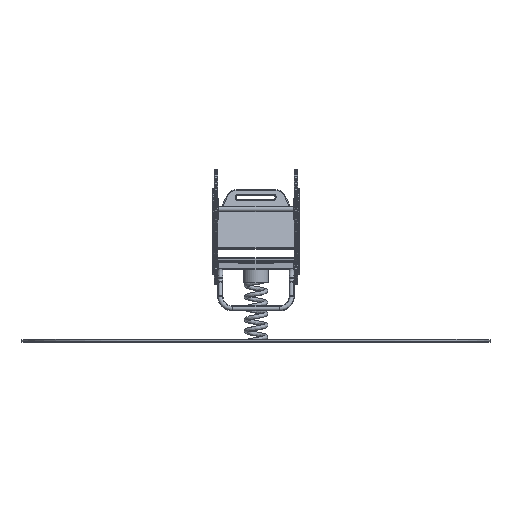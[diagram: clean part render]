
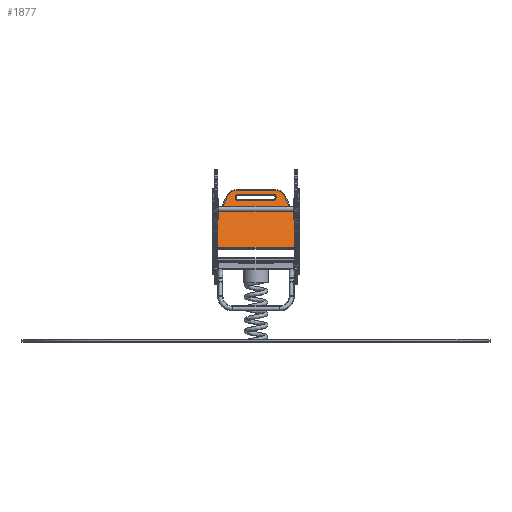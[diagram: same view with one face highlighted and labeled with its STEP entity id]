
A CAD part, top view. The second image highlights one B-rep face of the part: STEP entity #1877.
In plain terms, the highlighted face is planar.
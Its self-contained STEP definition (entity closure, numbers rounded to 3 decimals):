
#1877=ADVANCED_FACE('',(#3427,#3429),#3431,.T.);
#3427=FACE_BOUND('',#3428,.T.);
#3428=EDGE_LOOP('',(#17931,#17932,#17933,#17934,#17935,#17936,#17937,#17938,#17939,
#17940,#17941,#17942));
#3429=FACE_BOUND('',#3430,.T.);
#3430=EDGE_LOOP('',(#17943,#17944,#17945,#17946,#17947,#17948,#17949,#17950));
#3431=PLANE('',#3432);
#3432=AXIS2_PLACEMENT_3D('',#3433,#3434,#3435);
#3433=CARTESIAN_POINT('',(0.,0.,0.));
#3434=DIRECTION('',(0.,0.,1.));
#3435=DIRECTION('',(1.,0.,0.));
#17931=ORIENTED_EDGE('',*,*,#19105,.T.);
#17932=ORIENTED_EDGE('',*,*,#19106,.T.);
#17933=ORIENTED_EDGE('',*,*,#19107,.T.);
#17934=ORIENTED_EDGE('',*,*,#19108,.T.);
#17935=ORIENTED_EDGE('',*,*,#19109,.T.);
#17936=ORIENTED_EDGE('',*,*,#19110,.T.);
#17937=ORIENTED_EDGE('',*,*,#19111,.T.);
#17938=ORIENTED_EDGE('',*,*,#19112,.T.);
#17939=ORIENTED_EDGE('',*,*,#19113,.T.);
#17940=ORIENTED_EDGE('',*,*,#19114,.T.);
#17941=ORIENTED_EDGE('',*,*,#19115,.T.);
#17942=ORIENTED_EDGE('',*,*,#19116,.T.);
#17943=ORIENTED_EDGE('',*,*,#19117,.T.);
#17944=ORIENTED_EDGE('',*,*,#19118,.T.);
#17945=ORIENTED_EDGE('',*,*,#19119,.T.);
#17946=ORIENTED_EDGE('',*,*,#19120,.T.);
#17947=ORIENTED_EDGE('',*,*,#19121,.T.);
#17948=ORIENTED_EDGE('',*,*,#19122,.T.);
#17949=ORIENTED_EDGE('',*,*,#19123,.T.);
#17950=ORIENTED_EDGE('',*,*,#19124,.T.);
#19105=EDGE_CURVE('',#19714,#19715,#19716,.T.);
#19106=EDGE_CURVE('',#19715,#19717,#19718,.T.);
#19107=EDGE_CURVE('',#19717,#19719,#19720,.T.);
#19108=EDGE_CURVE('',#19719,#19721,#19722,.T.);
#19109=EDGE_CURVE('',#19721,#19723,#19724,.T.);
#19110=EDGE_CURVE('',#19723,#19725,#19726,.T.);
#19111=EDGE_CURVE('',#19725,#19727,#19728,.T.);
#19112=EDGE_CURVE('',#19727,#19729,#19730,.T.);
#19113=EDGE_CURVE('',#19729,#19731,#19732,.T.);
#19114=EDGE_CURVE('',#19731,#19733,#19734,.T.);
#19115=EDGE_CURVE('',#19733,#19735,#19736,.T.);
#19116=EDGE_CURVE('',#19735,#19714,#19737,.T.);
#19117=EDGE_CURVE('',#19738,#19739,#19740,.F.);
#19118=EDGE_CURVE('',#19739,#19741,#19742,.F.);
#19119=EDGE_CURVE('',#19741,#19743,#19744,.F.);
#19120=EDGE_CURVE('',#19743,#19745,#19746,.F.);
#19121=EDGE_CURVE('',#19745,#19747,#19748,.F.);
#19122=EDGE_CURVE('',#19747,#19749,#19750,.F.);
#19123=EDGE_CURVE('',#19749,#19751,#19752,.F.);
#19124=EDGE_CURVE('',#19751,#19738,#19753,.F.);
#19714=VERTEX_POINT('',#20812);
#19715=VERTEX_POINT('',#20813);
#19716=LINE('',#20814,#20815);
#19717=VERTEX_POINT('',#20817);
#19718=CIRCLE('',#20818,15.);
#19719=VERTEX_POINT('',#20822);
#19720=LINE('',#20823,#20824);
#19721=VERTEX_POINT('',#20826);
#19722=CIRCLE('',#20827,45.);
#19723=VERTEX_POINT('',#20831);
#19724=LINE('',#20832,#20833);
#19725=VERTEX_POINT('',#20835);
#19726=CIRCLE('',#20836,45.);
#19727=VERTEX_POINT('',#20840);
#19728=LINE('',#20841,#20842);
#19729=VERTEX_POINT('',#20844);
#19730=CIRCLE('',#20845,15.);
#19731=VERTEX_POINT('',#20849);
#19732=LINE('',#20850,#20851);
#19733=VERTEX_POINT('',#20853);
#19734=LINE('',#20854,#20855);
#19735=VERTEX_POINT('',#20857);
#19736=LINE('',#20858,#20859);
#19737=LINE('',#20861,#20862);
#19738=VERTEX_POINT('',#20864);
#19739=VERTEX_POINT('',#20865);
#19740=LINE('',#20866,#20867);
#19741=VERTEX_POINT('',#20869);
#19742=CIRCLE('',#20870,15.);
#19743=VERTEX_POINT('',#20874);
#19744=LINE('',#20875,#20876);
#19745=VERTEX_POINT('',#20878);
#19746=CIRCLE('',#20879,15.);
#19747=VERTEX_POINT('',#20883);
#19748=LINE('',#20884,#20885);
#19749=VERTEX_POINT('',#20887);
#19750=CIRCLE('',#20888,15.);
#19751=VERTEX_POINT('',#20892);
#19752=LINE('',#20893,#20894);
#19753=CIRCLE('',#20896,15.);
#20812=CARTESIAN_POINT('',(420.,215.,0.));
#20813=CARTESIAN_POINT('',(401.18,215.,0.));
#20814=CARTESIAN_POINT('',(420.,215.,0.));
#20815=VECTOR('',#20816,1.);
#20816=DIRECTION('',(-1.,0.,0.));
#20817=CARTESIAN_POINT('',(387.764,223.292,0.));
#20818=AXIS2_PLACEMENT_3D('',#20819,#20820,#20821);
#20819=CARTESIAN_POINT('',(401.18,230.,0.));
#20820=DIRECTION('',(0.,0.,-1.));
#20821=DIRECTION('',(0.,-1.,0.));
#20822=CARTESIAN_POINT('',(354.348,290.125,0.));
#20823=CARTESIAN_POINT('',(387.764,223.292,0.));
#20824=VECTOR('',#20825,1.);
#20825=DIRECTION('',(-0.447,0.894,0.));
#20826=CARTESIAN_POINT('',(314.098,315.,0.));
#20827=AXIS2_PLACEMENT_3D('',#20828,#20829,#20830);
#20828=CARTESIAN_POINT('',(314.098,270.,0.));
#20829=DIRECTION('',(0.,0.,1.));
#20830=DIRECTION('',(0.894,0.447,0.));
#20831=CARTESIAN_POINT('',(105.902,315.,0.));
#20832=CARTESIAN_POINT('',(314.098,315.,0.));
#20833=VECTOR('',#20834,1.);
#20834=DIRECTION('',(-1.,0.,0.));
#20835=CARTESIAN_POINT('',(65.652,290.125,0.));
#20836=AXIS2_PLACEMENT_3D('',#20837,#20838,#20839);
#20837=CARTESIAN_POINT('',(105.902,270.,0.));
#20838=DIRECTION('',(0.,0.,1.));
#20839=DIRECTION('',(0.,1.,0.));
#20840=CARTESIAN_POINT('',(32.236,223.292,0.));
#20841=CARTESIAN_POINT('',(65.652,290.125,0.));
#20842=VECTOR('',#20843,1.);
#20843=DIRECTION('',(-0.447,-0.894,0.));
#20844=CARTESIAN_POINT('',(18.82,215.,0.));
#20845=AXIS2_PLACEMENT_3D('',#20846,#20847,#20848);
#20846=CARTESIAN_POINT('',(18.82,230.,0.));
#20847=DIRECTION('',(0.,0.,-1.));
#20848=DIRECTION('',(0.894,-0.447,0.));
#20849=CARTESIAN_POINT('',(0.,215.,0.));
#20850=CARTESIAN_POINT('',(18.82,215.,0.));
#20851=VECTOR('',#20852,1.);
#20852=DIRECTION('',(-1.,0.,0.));
#20853=CARTESIAN_POINT('',(0.,5.,0.));
#20854=CARTESIAN_POINT('',(0.,215.,0.));
#20855=VECTOR('',#20856,1.);
#20856=DIRECTION('',(0.,-1.,0.));
#20857=CARTESIAN_POINT('',(420.,5.,0.));
#20858=CARTESIAN_POINT('',(0.,5.,0.));
#20859=VECTOR('',#20860,1.);
#20860=DIRECTION('',(1.,0.,0.));
#20861=CARTESIAN_POINT('',(420.,5.,0.));
#20862=VECTOR('',#20863,1.);
#20863=DIRECTION('',(0.,1.,0.));
#20864=CARTESIAN_POINT('',(300.,260.,0.));
#20865=CARTESIAN_POINT('',(115.902,260.,0.));
#20866=CARTESIAN_POINT('',(115.902,260.,0.));
#20867=VECTOR('',#20868,1.);
#20868=DIRECTION('',(1.,0.,0.));
#20869=CARTESIAN_POINT('',(100.902,275.,0.));
#20870=AXIS2_PLACEMENT_3D('',#20871,#20872,#20873);
#20871=CARTESIAN_POINT('',(115.902,275.,0.));
#20872=DIRECTION('',(0.,0.,1.));
#20873=DIRECTION('',(-1.,0.,0.));
#20874=CARTESIAN_POINT('',(100.902,280.,0.));
#20875=CARTESIAN_POINT('',(100.902,280.,0.));
#20876=VECTOR('',#20877,1.);
#20877=DIRECTION('',(0.,-1.,0.));
#20878=CARTESIAN_POINT('',(115.902,295.,0.));
#20879=AXIS2_PLACEMENT_3D('',#20880,#20881,#20882);
#20880=CARTESIAN_POINT('',(115.902,280.,0.));
#20881=DIRECTION('',(0.,0.,1.));
#20882=DIRECTION('',(0.,1.,0.));
#20883=CARTESIAN_POINT('',(300.,295.,0.));
#20884=CARTESIAN_POINT('',(300.,295.,0.));
#20885=VECTOR('',#20886,1.);
#20886=DIRECTION('',(-1.,0.,0.));
#20887=CARTESIAN_POINT('',(315.,280.,0.));
#20888=AXIS2_PLACEMENT_3D('',#20889,#20890,#20891);
#20889=CARTESIAN_POINT('',(300.,280.,0.));
#20890=DIRECTION('',(0.,0.,1.));
#20891=DIRECTION('',(1.,0.,0.));
#20892=CARTESIAN_POINT('',(315.,275.,0.));
#20893=CARTESIAN_POINT('',(315.,275.,0.));
#20894=VECTOR('',#20895,1.);
#20895=DIRECTION('',(0.,1.,0.));
#20896=AXIS2_PLACEMENT_3D('',#20897,#20898,#20899);
#20897=CARTESIAN_POINT('',(300.,275.,0.));
#20898=DIRECTION('',(0.,0.,1.));
#20899=DIRECTION('',(0.,-1.,0.));
